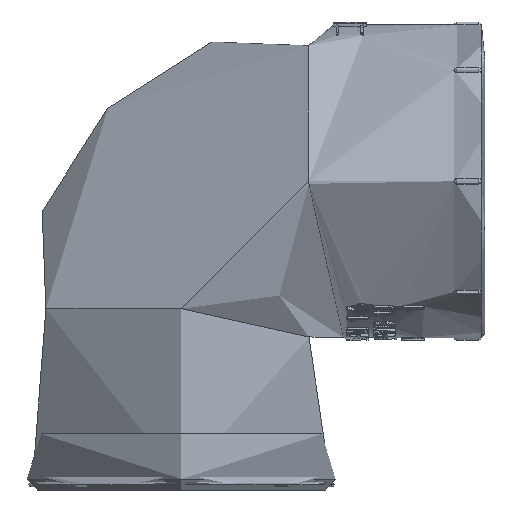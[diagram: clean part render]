
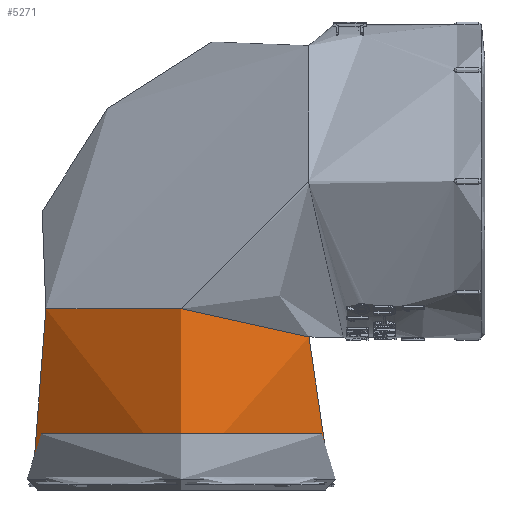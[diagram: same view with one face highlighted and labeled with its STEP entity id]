
A CAD part, left-side view. The second image highlights one B-rep face of the part: STEP entity #5271.
In plain terms, the highlighted cylindrical face has radius 14.25 mm (diameter 28.5 mm), a full revolution.
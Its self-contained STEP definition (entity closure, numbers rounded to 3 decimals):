
#1717=FACE_BOUND('',#9252,.T.);
#1718=FACE_BOUND('',#9253,.T.);
#1819=CYLINDRICAL_SURFACE('',#35507,14.25);
#5162=B_SPLINE_CURVE_WITH_KNOTS('',3,(#54888,#54889,#54890,#54891,#54892,
#54893),.UNSPECIFIED.,.F.,.F.,(4,2,4),(0.,0.5,1.),.UNSPECIFIED.);
#5163=B_SPLINE_CURVE_WITH_KNOTS('',3,(#54895,#54896,#54897,#54898,#54899,
#54900,#54901,#54902,#54903,#54904,#54905,#54906,#54907,#54908,#54909,#54910,
#54911,#54912,#54913,#54914,#54915,#54916,#54917,#54918,#54919,#54920,#54921,
#54922,#54923,#54924,#54925,#54926,#54927,#54928,#54929,#54930),
 .UNSPECIFIED.,.F.,.F.,(4,2,2,2,2,2,2,2,2,2,2,2,2,2,2,2,2,4),(0.,0.25,
0.281,0.297,0.312,0.375,
0.437,0.5,0.562,0.57,
0.578,0.594,0.625,0.75,
0.781,0.812,0.875,1.),.UNSPECIFIED.);
#5164=B_SPLINE_CURVE_WITH_KNOTS('',3,(#54932,#54933,#54934,#54935,#54936,
#54937),.UNSPECIFIED.,.F.,.F.,(4,2,4),(0.,0.5,1.),.UNSPECIFIED.);
#5271=ADVANCED_FACE('',(#1717,#1718),#1819,.T.);
#9252=EDGE_LOOP('',(#11649));
#9253=EDGE_LOOP('',(#11650,#11651,#11652,#11653));
#11288=CIRCLE('',#35503,14.25);
#11289=CIRCLE('',#35505,14.25);
#11649=ORIENTED_EDGE('',*,*,#26213,.T.);
#11650=ORIENTED_EDGE('',*,*,#26222,.F.);
#11651=ORIENTED_EDGE('',*,*,#26221,.F.);
#11652=ORIENTED_EDGE('',*,*,#26214,.F.);
#11653=ORIENTED_EDGE('',*,*,#26223,.F.);
#22548=VERTEX_POINT('',#54605);
#22549=VERTEX_POINT('',#54608);
#22550=VERTEX_POINT('',#54609);
#22555=VERTEX_POINT('',#54894);
#22556=VERTEX_POINT('',#54931);
#26213=EDGE_CURVE('',#22548,#22548,#11288,.T.);
#26214=EDGE_CURVE('',#22549,#22550,#11289,.T.);
#26221=EDGE_CURVE('',#22550,#22555,#5162,.T.);
#26222=EDGE_CURVE('',#22555,#22556,#5163,.T.);
#26223=EDGE_CURVE('',#22556,#22549,#5164,.T.);
#35503=AXIS2_PLACEMENT_3D('',#54604,#39380,#39381);
#35505=AXIS2_PLACEMENT_3D('',#54607,#39384,#39385);
#35507=AXIS2_PLACEMENT_3D('',#58733,#39388,#39389);
#39380=DIRECTION('',(0.,0.,1.));
#39381=DIRECTION('',(-1.,0.,0.));
#39384=DIRECTION('',(0.,0.,1.));
#39385=DIRECTION('',(1.,0.,0.));
#39388=DIRECTION('',(0.,0.,1.));
#39389=DIRECTION('',(-1.,0.,0.));
#54604=CARTESIAN_POINT('',(0.,-75.,-13.951));
#54605=CARTESIAN_POINT('',(-14.25,-75.,-13.951));
#54607=CARTESIAN_POINT('',(0.,-75.,1.75));
#54608=CARTESIAN_POINT('',(14.25,-75.,1.75));
#54609=CARTESIAN_POINT('',(-14.25,-75.,1.75));
#54888=CARTESIAN_POINT('',(-14.25,-75.,1.75));
#54889=CARTESIAN_POINT('',(-14.25,-77.245,1.254));
#54890=CARTESIAN_POINT('',(-13.711,-79.49,0.758));
#54891=CARTESIAN_POINT('',(-11.653,-83.506,-0.13));
#54892=CARTESIAN_POINT('',(-10.133,-85.275,-0.521));
#54893=CARTESIAN_POINT('',(-8.277,-86.6,-0.814));
#54894=CARTESIAN_POINT('',(-8.277,-86.6,-0.814));
#54895=CARTESIAN_POINT('',(-8.277,-86.6,-0.814));
#54896=CARTESIAN_POINT('',(-7.106,-87.435,-0.999));
#54897=CARTESIAN_POINT('',(-5.787,-88.106,-1.151));
#54898=CARTESIAN_POINT('',(-4.197,-88.619,-1.267));
#54899=CARTESIAN_POINT('',(-4.019,-88.673,-1.279));
#54900=CARTESIAN_POINT('',(-3.749,-88.748,-1.296));
#54901=CARTESIAN_POINT('',(-3.748,-88.748,-1.296));
#54902=CARTESIAN_POINT('',(-3.712,-88.758,-1.298));
#54903=CARTESIAN_POINT('',(-3.69,-88.764,-1.299));
#54904=CARTESIAN_POINT('',(-3.556,-88.799,-1.307));
#54905=CARTESIAN_POINT('',(-3.381,-88.845,-1.316));
#54906=CARTESIAN_POINT('',(-2.888,-88.956,-1.339));
#54907=CARTESIAN_POINT('',(-2.642,-89.013,-1.351));
#54908=CARTESIAN_POINT('',(-1.593,-89.171,-1.383));
#54909=CARTESIAN_POINT('',(-1.064,-89.22,-1.393));
#54910=CARTESIAN_POINT('',(-0.005,-89.26,-1.4));
#54911=CARTESIAN_POINT('',(0.525,-89.25,-1.397));
#54912=CARTESIAN_POINT('',(1.118,-89.206,-1.386));
#54913=CARTESIAN_POINT('',(1.184,-89.201,-1.384));
#54914=CARTESIAN_POINT('',(1.316,-89.189,-1.381));
#54915=CARTESIAN_POINT('',(1.305,-89.19,-1.381));
#54916=CARTESIAN_POINT('',(1.361,-89.185,-1.38));
#54917=CARTESIAN_POINT('',(1.403,-89.181,-1.379));
#54918=CARTESIAN_POINT('',(1.54,-89.167,-1.376));
#54919=CARTESIAN_POINT('',(1.649,-89.155,-1.373));
#54920=CARTESIAN_POINT('',(2.272,-89.077,-1.355));
#54921=CARTESIAN_POINT('',(3.039,-88.961,-1.329));
#54922=CARTESIAN_POINT('',(4.285,-88.593,-1.248));
#54923=CARTESIAN_POINT('',(4.548,-88.508,-1.23));
#54924=CARTESIAN_POINT('',(5.1,-88.31,-1.187));
#54925=CARTESIAN_POINT('',(5.179,-88.277,-1.18));
#54926=CARTESIAN_POINT('',(5.64,-88.091,-1.14));
#54927=CARTESIAN_POINT('',(5.956,-87.951,-1.11));
#54928=CARTESIAN_POINT('',(6.925,-87.475,-1.007));
#54929=CARTESIAN_POINT('',(7.598,-87.084,-0.921));
#54930=CARTESIAN_POINT('',(8.277,-86.6,-0.814));
#54931=CARTESIAN_POINT('',(8.277,-86.6,-0.814));
#54932=CARTESIAN_POINT('',(8.277,-86.6,-0.814));
#54933=CARTESIAN_POINT('',(10.133,-85.275,-0.521));
#54934=CARTESIAN_POINT('',(11.653,-83.507,-0.13));
#54935=CARTESIAN_POINT('',(13.711,-79.49,0.758));
#54936=CARTESIAN_POINT('',(14.25,-77.245,1.254));
#54937=CARTESIAN_POINT('',(14.25,-75.,1.75));
#58733=CARTESIAN_POINT('',(0.,-75.,-14.25));
